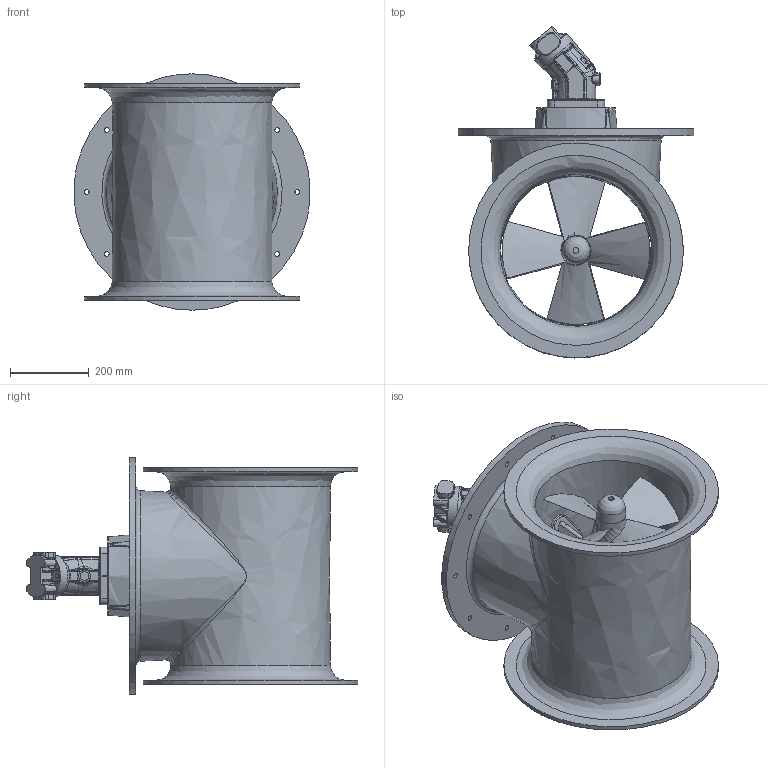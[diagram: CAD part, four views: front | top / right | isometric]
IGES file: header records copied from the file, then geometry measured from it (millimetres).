
Global section: file name: SH420-386TC-BA32; native system: Autodesk Inventor 2016; preprocessor: unknown; author: Elvira H.; date: 20160211.133024; units: millimetre
Bounding box: 599.04 x 842.34 x 600 mm (x, y, z)
Volume: 28680904.9 mm3; surface area: 3235460.8 mm2
Topology: 2 solids, 2 shells, 829 faces, 1974 edges, 1176 vertices
Faces by surface type: bspline 829
